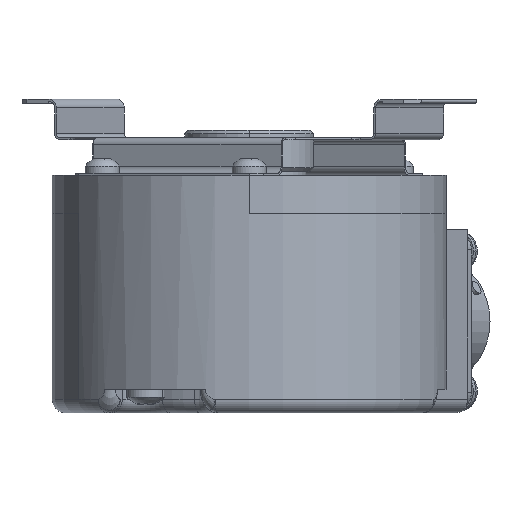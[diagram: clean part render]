
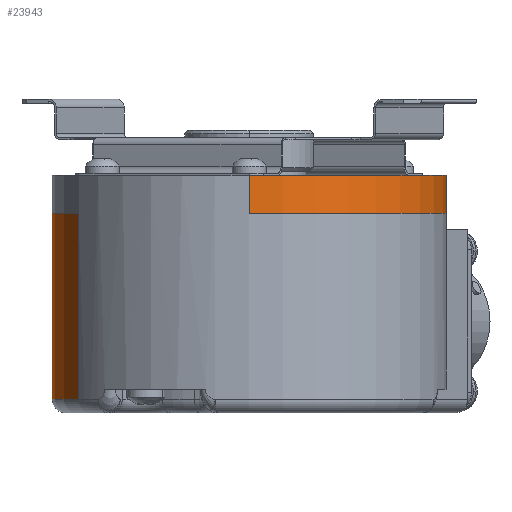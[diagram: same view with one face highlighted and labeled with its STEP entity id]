
A CAD part, left-side view. The second image highlights one B-rep face of the part: STEP entity #23943.
In plain terms, the highlighted cylindrical face has radius 29 mm (diameter 58 mm), a partial arc.
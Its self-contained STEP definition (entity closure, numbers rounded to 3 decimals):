
#78=CARTESIAN_POINT('',(0.,0.,18.));
#79=DIRECTION('',(0.,0.,1.));
#80=DIRECTION('',(-1.,0.,0.));
#81=AXIS2_PLACEMENT_3D('',#78,#79,#80);
#267=DIRECTION('',(0.,0.,-1.));
#268=VECTOR('',#267,2.4);
#269=CARTESIAN_POINT('',(14.5,-25.115,12.4));
#270=LINE('',#269,#268);
#371=CARTESIAN_POINT('',(0.,0.,12.4));
#372=DIRECTION('',(0.,0.,1.));
#373=DIRECTION('',(1.,0.,0.));
#374=AXIS2_PLACEMENT_3D('',#371,#372,#373);
#376=DIRECTION('',(0.,0.,1.));
#377=VECTOR('',#376,5.6);
#378=CARTESIAN_POINT('',(29.,0.,12.4));
#379=LINE('',#378,#377);
#380=DIRECTION('',(0.,0.,-1.));
#381=VECTOR('',#380,27.4);
#382=CARTESIAN_POINT('',(-14.5,25.115,12.4));
#383=LINE('',#382,#381);
#384=CARTESIAN_POINT('',(18.616,22.236,-15.));
#385=CARTESIAN_POINT('',(18.637,22.218,-15.004));
#386=CARTESIAN_POINT('',(18.683,22.18,-14.993));
#387=CARTESIAN_POINT('',(18.755,22.119,-14.981));
#388=CARTESIAN_POINT('',(18.83,22.055,-14.957));
#389=CARTESIAN_POINT('',(18.908,21.988,-14.924));
#390=CARTESIAN_POINT('',(18.989,21.918,-14.881));
#391=CARTESIAN_POINT('',(19.071,21.847,-14.827));
#392=CARTESIAN_POINT('',(19.155,21.774,-14.762));
#393=CARTESIAN_POINT('',(19.236,21.702,-14.687));
#394=CARTESIAN_POINT('',(19.315,21.632,-14.603));
#395=CARTESIAN_POINT('',(19.389,21.566,-14.511));
#396=CARTESIAN_POINT('',(19.456,21.505,-14.414));
#397=CARTESIAN_POINT('',(19.516,21.451,-14.314));
#398=CARTESIAN_POINT('',(19.567,21.404,-14.213));
#399=CARTESIAN_POINT('',(19.61,21.365,-14.112));
#400=CARTESIAN_POINT('',(19.645,21.332,-14.014));
#401=CARTESIAN_POINT('',(19.673,21.307,-13.918));
#402=CARTESIAN_POINT('',(19.693,21.288,-13.826));
#403=CARTESIAN_POINT('',(19.707,21.275,-13.737));
#404=CARTESIAN_POINT('',(19.715,21.268,-13.651));
#405=CARTESIAN_POINT('',(19.718,21.265,-13.596));
#406=CARTESIAN_POINT('',(19.717,21.266,-13.57));
#408=CARTESIAN_POINT('',(28.565,5.004,-15.));
#409=CARTESIAN_POINT('',(28.56,5.031,-15.004));
#410=CARTESIAN_POINT('',(28.55,5.09,-14.993));
#411=CARTESIAN_POINT('',(28.533,5.183,-14.981));
#412=CARTESIAN_POINT('',(28.515,5.28,-14.957));
#413=CARTESIAN_POINT('',(28.496,5.381,-14.924));
#414=CARTESIAN_POINT('',(28.476,5.486,-14.881));
#415=CARTESIAN_POINT('',(28.456,5.593,-14.827));
#416=CARTESIAN_POINT('',(28.434,5.701,-14.762));
#417=CARTESIAN_POINT('',(28.412,5.808,-14.687));
#418=CARTESIAN_POINT('',(28.391,5.911,-14.603));
#419=CARTESIAN_POINT('',(28.371,6.008,-14.511));
#420=CARTESIAN_POINT('',(28.352,6.097,-14.414));
#421=CARTESIAN_POINT('',(28.335,6.175,-14.314));
#422=CARTESIAN_POINT('',(28.32,6.243,-14.213));
#423=CARTESIAN_POINT('',(28.307,6.301,-14.112));
#424=CARTESIAN_POINT('',(28.297,6.347,-14.014));
#425=CARTESIAN_POINT('',(28.289,6.384,-13.918));
#426=CARTESIAN_POINT('',(28.283,6.411,-13.826));
#427=CARTESIAN_POINT('',(28.278,6.43,-13.737));
#428=CARTESIAN_POINT('',(28.276,6.44,-13.651));
#429=CARTESIAN_POINT('',(28.275,6.444,-13.596));
#430=CARTESIAN_POINT('',(28.275,6.443,-13.57));
#432=DIRECTION('',(0.,0.,-1.));
#433=VECTOR('',#432,25.);
#434=CARTESIAN_POINT('',(28.781,3.561,10.));
#435=LINE('',#434,#433);
#436=CARTESIAN_POINT('',(0.,0.,12.4));
#437=DIRECTION('',(0.,0.,1.));
#438=DIRECTION('',(-1.,0.,0.));
#439=AXIS2_PLACEMENT_3D('',#436,#437,#438);
#441=DIRECTION('',(0.,0.,1.));
#442=VECTOR('',#441,5.6);
#443=CARTESIAN_POINT('',(-29.,0.,12.4));
#444=LINE('',#443,#442);
#445=CARTESIAN_POINT('',(0.,0.,-15.));
#446=DIRECTION('',(0.,0.,-1.));
#447=DIRECTION('',(-0.5,0.866,0.));
#448=AXIS2_PLACEMENT_3D('',#445,#446,#447);
#1004=CARTESIAN_POINT('',(0.,0.,10.));
#1005=DIRECTION('',(0.,0.,-1.));
#1006=DIRECTION('',(0.992,0.123,0.));
#1007=AXIS2_PLACEMENT_3D('',#1004,#1005,#1006);
#1060=CARTESIAN_POINT('',(0.,0.,-15.));
#1061=DIRECTION('',(0.,0.,-1.));
#1062=DIRECTION('',(0.985,0.173,0.));
#1063=AXIS2_PLACEMENT_3D('',#1060,#1061,#1062);
#1121=DIRECTION('',(0.,0.,-1.));
#1122=VECTOR('',#1121,0.07);
#1123=CARTESIAN_POINT('',(28.275,6.443,-13.5));
#1124=LINE('',#1123,#1122);
#1134=CARTESIAN_POINT('',(0.,0.,-13.5));
#1135=DIRECTION('',(0.,0.,1.));
#1136=DIRECTION('',(0.975,0.222,0.));
#1137=AXIS2_PLACEMENT_3D('',#1134,#1135,#1136);
#1196=DIRECTION('',(0.,0.,1.));
#1197=VECTOR('',#1196,0.07);
#1198=CARTESIAN_POINT('',(19.717,21.266,-13.57));
#1199=LINE('',#1198,#1197);
#19177=CARTESIAN_POINT('',(29.,0.,18.));
#19178=CARTESIAN_POINT('',(-29.,0.,18.));
#19179=VERTEX_POINT('',#19177);
#19180=VERTEX_POINT('',#19178);
#22537=CARTESIAN_POINT('',(28.781,3.561,10.));
#22538=CARTESIAN_POINT('',(14.5,-25.115,10.));
#22539=VERTEX_POINT('',#22537);
#22540=VERTEX_POINT('',#22538);
#22543=CARTESIAN_POINT('',(28.275,6.443,-13.5));
#22544=CARTESIAN_POINT('',(19.717,21.266,-13.5));
#22545=VERTEX_POINT('',#22543);
#22546=VERTEX_POINT('',#22544);
#22565=CARTESIAN_POINT('',(28.781,3.561,-15.));
#22566=VERTEX_POINT('',#22565);
#22569=CARTESIAN_POINT('',(28.565,5.004,-15.));
#22570=VERTEX_POINT('',#22569);
#22587=CARTESIAN_POINT('',(-14.5,25.115,-15.));
#22588=CARTESIAN_POINT('',(18.616,22.236,-15.));
#22589=VERTEX_POINT('',#22587);
#22590=VERTEX_POINT('',#22588);
#22749=VERTEX_POINT('',#430);
#22753=CARTESIAN_POINT('',(19.717,21.266,
-13.57));
#22754=VERTEX_POINT('',#22753);
#22885=CARTESIAN_POINT('',(29.,0.,12.4));
#22886=CARTESIAN_POINT('',(-14.5,25.115,12.4));
#22887=VERTEX_POINT('',#22885);
#22888=VERTEX_POINT('',#22886);
#22889=CARTESIAN_POINT('',(-29.,0.,12.4));
#22890=CARTESIAN_POINT('',(14.5,-25.115,12.4));
#22891=VERTEX_POINT('',#22889);
#22892=VERTEX_POINT('',#22890);
#23911=CARTESIAN_POINT('',(0.,0.,0.));
#23912=DIRECTION('',(0.,0.,1.));
#23913=DIRECTION('',(1.,0.,0.));
#23914=AXIS2_PLACEMENT_3D('',#23911,#23912,#23913);
#23915=CYLINDRICAL_SURFACE('',#23914,29.);
#23916=ORIENTED_EDGE('',*,*,#23905,.F.);
#23917=ORIENTED_EDGE('',*,*,#23903,.T.);
#23918=ORIENTED_EDGE('',*,*,#23901,.T.);
#23920=ORIENTED_EDGE('',*,*,#23919,.T.);
#23922=ORIENTED_EDGE('',*,*,#23921,.T.);
#23924=ORIENTED_EDGE('',*,*,#23923,.T.);
#23926=ORIENTED_EDGE('',*,*,#23925,.F.);
#23928=ORIENTED_EDGE('',*,*,#23927,.T.);
#23930=ORIENTED_EDGE('',*,*,#23929,.F.);
#23932=ORIENTED_EDGE('',*,*,#23931,.T.);
#23934=ORIENTED_EDGE('',*,*,#23933,.F.);
#23936=ORIENTED_EDGE('',*,*,#23935,.T.);
#23937=ORIENTED_EDGE('',*,*,#23869,.F.);
#23938=ORIENTED_EDGE('',*,*,#23867,.F.);
#23939=ORIENTED_EDGE('',*,*,#23865,.T.);
#23940=ORIENTED_EDGE('',*,*,#23756,.T.);
#23941=EDGE_LOOP('',(#23916,#23917,#23918,#23920,#23922,#23924,#23926,#23928,
#23930,#23932,#23934,#23936,#23937,#23938,#23939,#23940));
#23942=FACE_OUTER_BOUND('',#23941,.F.);
#82=CIRCLE('',#81,29.);
#375=CIRCLE('',#374,29.);
#407=B_SPLINE_CURVE_WITH_KNOTS('',3,(#384,#385,#386,#387,#388,#389,#390,#391,
#392,#393,#394,#395,#396,#397,#398,#399,#400,#401,#402,#403,#404,#405,#406),
.UNSPECIFIED.,.F.,.F.,(4,1,1,1,1,1,1,1,1,1,1,1,1,1,1,1,1,1,1,1,4),(0.,0.05,
0.1,0.15,0.2,0.25,0.3,0.35,0.4,0.45,0.5,0.55,0.6,0.65,
0.7,0.75,0.8,0.85,0.9,0.95,1.),.UNSPECIFIED.);
#431=B_SPLINE_CURVE_WITH_KNOTS('',3,(#408,#409,#410,#411,#412,#413,#414,#415,
#416,#417,#418,#419,#420,#421,#422,#423,#424,#425,#426,#427,#428,#429,#430),
.UNSPECIFIED.,.F.,.F.,(4,1,1,1,1,1,1,1,1,1,1,1,1,1,1,1,1,1,1,1,4),(0.,0.05,
0.1,0.15,0.2,0.25,0.3,0.35,0.4,0.45,0.5,0.55,0.6,0.65,
0.7,0.75,0.8,0.85,0.9,0.95,1.),.UNSPECIFIED.);
#440=CIRCLE('',#439,29.);
#449=CIRCLE('',#448,29.);
#1008=CIRCLE('',#1007,29.);
#1064=CIRCLE('',#1063,29.);
#1138=CIRCLE('',#1137,29.);
#23756=EDGE_CURVE('',#19180,#19179,#82,.T.);
#23865=EDGE_CURVE('',#22891,#19180,#444,.T.);
#23867=EDGE_CURVE('',#22891,#22892,#440,.T.);
#23869=EDGE_CURVE('',#22892,#22540,#270,.T.);
#23901=EDGE_CURVE('',#22888,#22589,#383,.T.);
#23903=EDGE_CURVE('',#22887,#22888,#375,.T.);
#23905=EDGE_CURVE('',#22887,#19179,#379,.T.);
#23919=EDGE_CURVE('',#22589,#22590,#449,.T.);
#23921=EDGE_CURVE('',#22590,#22754,#407,.T.);
#23923=EDGE_CURVE('',#22754,#22546,#1199,.T.);
#23925=EDGE_CURVE('',#22545,#22546,#1138,.T.);
#23927=EDGE_CURVE('',#22545,#22749,#1124,.T.);
#23929=EDGE_CURVE('',#22570,#22749,#431,.T.);
#23931=EDGE_CURVE('',#22570,#22566,#1064,.T.);
#23933=EDGE_CURVE('',#22539,#22566,#435,.T.);
#23935=EDGE_CURVE('',#22539,#22540,#1008,.T.);
#23943=ADVANCED_FACE('',(#23942),#23915,.T.);
